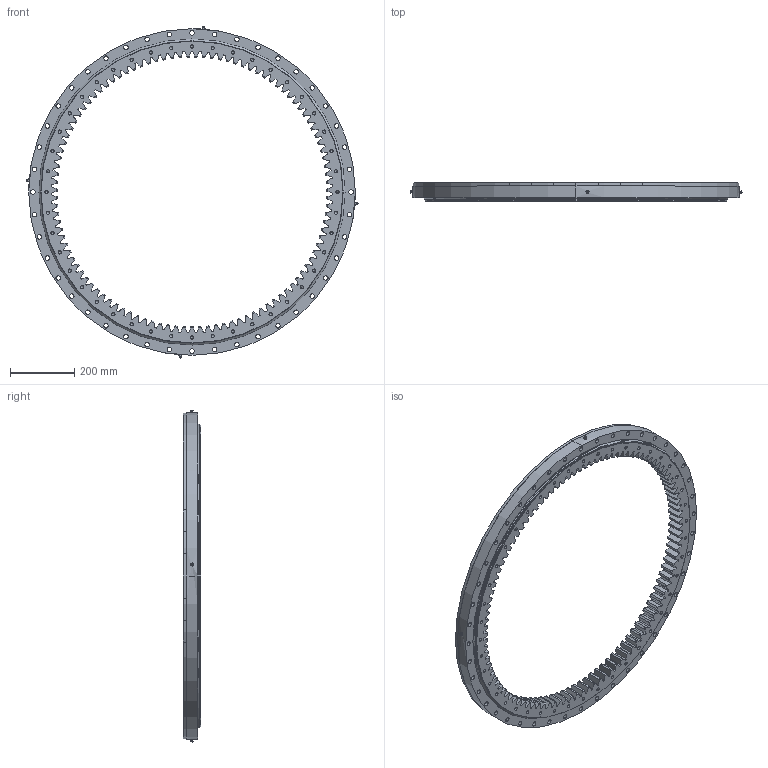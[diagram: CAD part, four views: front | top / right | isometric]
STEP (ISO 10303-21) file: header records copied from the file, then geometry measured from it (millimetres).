
FILE_DESCRIPTION (( 'STEP AP203' ), '1' );
FILE_NAME ('32-0941-01.STEP', '2017-12-28T10:55:42', ( 'defontaine' ), ( 'Hewlett-Packard Company' ), 'SwSTEP 2.0', 'SolidWorks 2016', '' );
FILE_SCHEMA (( 'CONFIG_CONTROL_DESIGN' ));
Length unit declared in the file: millimetre
Products named in the file (1): 32-0941-01
Bounding box: 1032.96 x 56 x 1032.96 mm (x, y, z)
Volume: 9175197.8 mm3; surface area: 1495981.3 mm2
Topology: 9 solids, 9 shells, 1064 faces, 2965 edges, 1891 vertices
Faces by surface type: cylinder 425, cone 335, plane 268, torus 26, sphere 10
Entity records: 34901 total; most frequent: CARTESIAN_POINT 7621, ORIENTED_EDGE 5744, DIRECTION 5726, EDGE_CURVE 2872, AXIS2_PLACEMENT_3D 2233, VERTEX_POINT 1888, LINE 1260, VECTOR 1260
